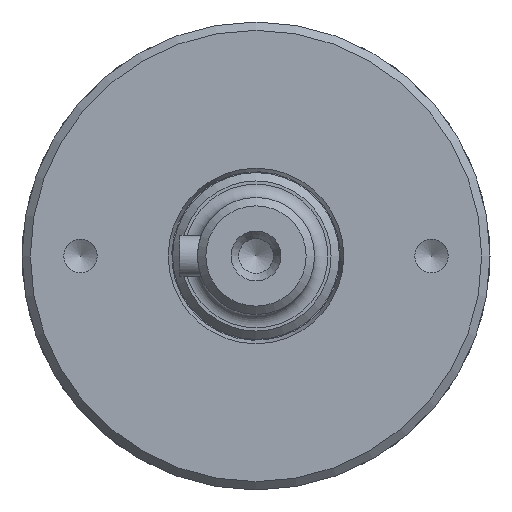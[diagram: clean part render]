
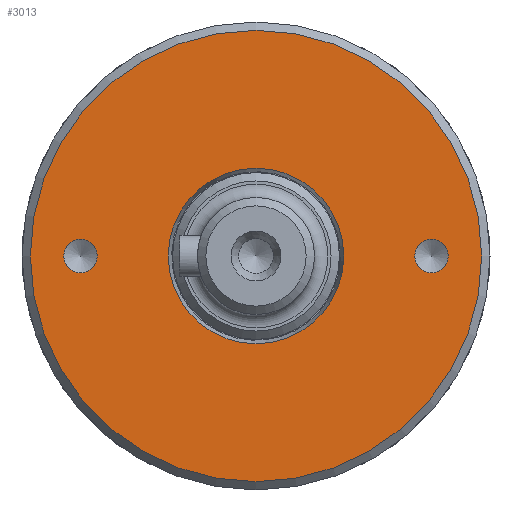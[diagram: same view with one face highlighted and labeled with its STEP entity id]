
A CAD part, left-side view. The second image highlights one B-rep face of the part: STEP entity #3013.
In plain terms, the highlighted planar face has unit normal (-1, 0, 0).
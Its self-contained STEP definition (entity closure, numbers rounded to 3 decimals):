
#248=FACE_BOUND('',#1063,.T.);
#249=FACE_BOUND('',#1064,.T.);
#250=FACE_BOUND('',#1065,.T.);
#881=FACE_OUTER_BOUND('',#1062,.T.);
#1062=EDGE_LOOP('',(#2633,#2634));
#1063=EDGE_LOOP('',(#2635,#2636));
#1064=EDGE_LOOP('',(#2637,#2638));
#1065=EDGE_LOOP('',(#2639,#2640));
#1209=CIRCLE('',#3294,27.);
#1210=CIRCLE('',#3295,27.);
#1211=CIRCLE('',#3297,2.);
#1212=CIRCLE('',#3298,2.);
#1213=CIRCLE('',#3299,2.);
#1214=CIRCLE('',#3300,2.);
#1215=CIRCLE('',#3301,10.5);
#1216=CIRCLE('',#3302,10.5);
#1499=VERTEX_POINT('',#5105);
#1500=VERTEX_POINT('',#5107);
#1501=VERTEX_POINT('',#5111);
#1502=VERTEX_POINT('',#5112);
#1503=VERTEX_POINT('',#5115);
#1504=VERTEX_POINT('',#5116);
#1505=VERTEX_POINT('',#5119);
#1506=VERTEX_POINT('',#5120);
#1888=EDGE_CURVE('',#1499,#1500,#1209,.T.);
#1889=EDGE_CURVE('',#1500,#1499,#1210,.T.);
#1890=EDGE_CURVE('',#1501,#1502,#1211,.T.);
#1891=EDGE_CURVE('',#1502,#1501,#1212,.T.);
#1892=EDGE_CURVE('',#1503,#1504,#1213,.T.);
#1893=EDGE_CURVE('',#1504,#1503,#1214,.T.);
#1894=EDGE_CURVE('',#1505,#1506,#1215,.T.);
#1895=EDGE_CURVE('',#1506,#1505,#1216,.T.);
#2633=ORIENTED_EDGE('',*,*,#1889,.F.);
#2634=ORIENTED_EDGE('',*,*,#1888,.F.);
#2635=ORIENTED_EDGE('',*,*,#1890,.T.);
#2636=ORIENTED_EDGE('',*,*,#1891,.T.);
#2637=ORIENTED_EDGE('',*,*,#1892,.T.);
#2638=ORIENTED_EDGE('',*,*,#1893,.T.);
#2639=ORIENTED_EDGE('',*,*,#1894,.T.);
#2640=ORIENTED_EDGE('',*,*,#1895,.T.);
#2874=PLANE('',#3296);
#3013=ADVANCED_FACE('',(#881,#248,#249,#250),#2874,.T.);
#3294=AXIS2_PLACEMENT_3D('',#5108,#4050,#4051);
#3295=AXIS2_PLACEMENT_3D('',#5109,#4052,#4053);
#3296=AXIS2_PLACEMENT_3D('',#5110,#4054,#4055);
#3297=AXIS2_PLACEMENT_3D('',#5113,#4056,#4057);
#3298=AXIS2_PLACEMENT_3D('',#5114,#4058,#4059);
#3299=AXIS2_PLACEMENT_3D('',#5117,#4060,#4061);
#3300=AXIS2_PLACEMENT_3D('',#5118,#4062,#4063);
#3301=AXIS2_PLACEMENT_3D('',#5121,#4064,#4065);
#3302=AXIS2_PLACEMENT_3D('',#5122,#4066,#4067);
#4050=DIRECTION('center_axis',(1.,0.,0.));
#4051=DIRECTION('ref_axis',(0.,-1.,0.));
#4052=DIRECTION('center_axis',(1.,0.,0.));
#4053=DIRECTION('ref_axis',(0.,-1.,0.));
#4054=DIRECTION('center_axis',(-1.,0.,0.));
#4055=DIRECTION('ref_axis',(0.,0.,-1.));
#4056=DIRECTION('center_axis',(1.,0.,0.));
#4057=DIRECTION('ref_axis',(0.,0.,-1.));
#4058=DIRECTION('center_axis',(1.,0.,0.));
#4059=DIRECTION('ref_axis',(0.,0.,-1.));
#4060=DIRECTION('center_axis',(1.,0.,0.));
#4061=DIRECTION('ref_axis',(0.,0.,-1.));
#4062=DIRECTION('center_axis',(1.,0.,0.));
#4063=DIRECTION('ref_axis',(0.,0.,-1.));
#4064=DIRECTION('center_axis',(1.,0.,0.));
#4065=DIRECTION('ref_axis',(0.,-1.,0.));
#4066=DIRECTION('center_axis',(1.,0.,0.));
#4067=DIRECTION('ref_axis',(0.,-1.,0.));
#5105=CARTESIAN_POINT('',(-101.2,27.,0.));
#5107=CARTESIAN_POINT('',(-101.2,-27.,0.));
#5108=CARTESIAN_POINT('Origin',(-101.2,0.,0.));
#5109=CARTESIAN_POINT('Origin',(-101.2,0.,0.));
#5110=CARTESIAN_POINT('Origin',(-101.2,-18.75,0.));
#5111=CARTESIAN_POINT('',(-101.2,-21.,-2.));
#5112=CARTESIAN_POINT('',(-101.2,-21.,2.));
#5113=CARTESIAN_POINT('Origin',(-101.2,-21.,0.));
#5114=CARTESIAN_POINT('Origin',(-101.2,-21.,0.));
#5115=CARTESIAN_POINT('',(-101.2,21.,-2.));
#5116=CARTESIAN_POINT('',(-101.2,21.,2.));
#5117=CARTESIAN_POINT('Origin',(-101.2,21.,0.));
#5118=CARTESIAN_POINT('Origin',(-101.2,21.,0.));
#5119=CARTESIAN_POINT('',(-101.2,-10.5,0.));
#5120=CARTESIAN_POINT('',(-101.2,10.5,0.));
#5121=CARTESIAN_POINT('Origin',(-101.2,0.,0.));
#5122=CARTESIAN_POINT('Origin',(-101.2,0.,0.));
